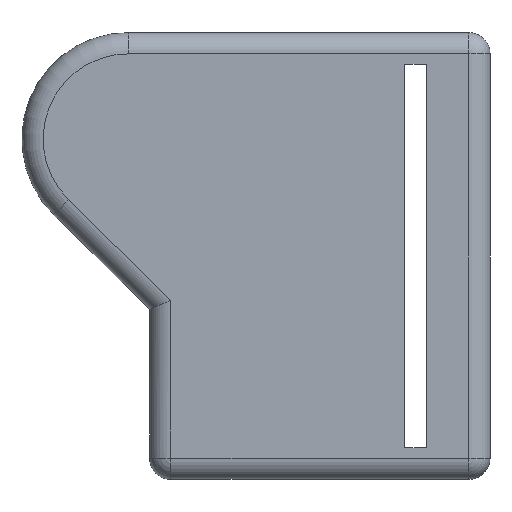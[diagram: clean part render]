
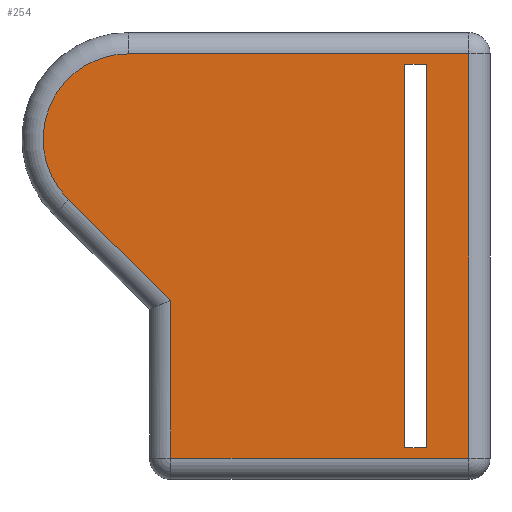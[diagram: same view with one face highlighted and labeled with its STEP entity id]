
A CAD part, left-side view. The second image highlights one B-rep face of the part: STEP entity #254.
In plain terms, the highlighted planar face has unit normal (-1, 0, 0).
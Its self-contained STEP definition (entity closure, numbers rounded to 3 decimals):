
#95 = VERTEX_POINT('',#96);
#96 = CARTESIAN_POINT('',(-0.6,1.4,2.1));
#103 = EDGE_CURVE('',#95,#104,#106,.T.);
#104 = VERTEX_POINT('',#105);
#105 = CARTESIAN_POINT('',(-0.6,1.4,4.));
#106 = LINE('',#107,#108);
#107 = CARTESIAN_POINT('',(-0.6,1.4,2.1));
#108 = VECTOR('',#109,1.);
#109 = DIRECTION('',(0.,0.,1.));
#254 = ADVANCED_FACE('',(#255,#297),#331,.F.);
#255 = FACE_BOUND('',#256,.F.);
#256 = EDGE_LOOP('',(#257,#267,#275,#284,#290,#291));
#257 = ORIENTED_EDGE('',*,*,#258,.F.);
#258 = EDGE_CURVE('',#259,#261,#263,.T.);
#259 = VERTEX_POINT('',#260);
#260 = CARTESIAN_POINT('',(-0.6,2.8,2.842));
#261 = VERTEX_POINT('',#262);
#262 = CARTESIAN_POINT('',(-0.6,2.8,2.1));
#263 = LINE('',#264,#265);
#264 = CARTESIAN_POINT('',(-0.6,2.8,2.8));
#265 = VECTOR('',#266,1.);
#266 = DIRECTION('',(0.,0.,-1.));
#267 = ORIENTED_EDGE('',*,*,#268,.F.);
#268 = EDGE_CURVE('',#269,#259,#271,.T.);
#269 = VERTEX_POINT('',#270);
#270 = CARTESIAN_POINT('',(-0.6,3.281,3.315));
#271 = LINE('',#272,#273);
#272 = CARTESIAN_POINT('',(-0.6,3.281,3.315));
#273 = VECTOR('',#274,1.);
#274 = DIRECTION('',(0.,-0.713,-0.701));
#275 = ORIENTED_EDGE('',*,*,#276,.F.);
#276 = EDGE_CURVE('',#277,#269,#279,.T.);
#277 = VERTEX_POINT('',#278);
#278 = CARTESIAN_POINT('',(-0.6,3.,4.));
#279 = CIRCLE('',#280,0.4);
#280 = AXIS2_PLACEMENT_3D('',#281,#282,#283);
#281 = CARTESIAN_POINT('',(-0.6,3.,3.6));
#282 = DIRECTION('',(-1.,-0.,0.));
#283 = DIRECTION('',(0.,0.,1.));
#284 = ORIENTED_EDGE('',*,*,#285,.F.);
#285 = EDGE_CURVE('',#104,#277,#286,.T.);
#286 = LINE('',#287,#288);
#287 = CARTESIAN_POINT('',(-0.6,1.4,4.));
#288 = VECTOR('',#289,1.);
#289 = DIRECTION('',(0.,1.,0.));
#290 = ORIENTED_EDGE('',*,*,#103,.F.);
#291 = ORIENTED_EDGE('',*,*,#292,.F.);
#292 = EDGE_CURVE('',#261,#95,#293,.T.);
#293 = LINE('',#294,#295);
#294 = CARTESIAN_POINT('',(-0.6,2.8,2.1));
#295 = VECTOR('',#296,1.);
#296 = DIRECTION('',(0.,-1.,0.));
#297 = FACE_BOUND('',#298,.F.);
#298 = EDGE_LOOP('',(#299,#309,#317,#325));
#299 = ORIENTED_EDGE('',*,*,#300,.T.);
#300 = EDGE_CURVE('',#301,#303,#305,.T.);
#301 = VERTEX_POINT('',#302);
#302 = CARTESIAN_POINT('',(-0.6,1.6,3.95));
#303 = VERTEX_POINT('',#304);
#304 = CARTESIAN_POINT('',(-0.6,1.7,3.95));
#305 = LINE('',#306,#307);
#306 = CARTESIAN_POINT('',(-0.6,1.6,3.95));
#307 = VECTOR('',#308,1.);
#308 = DIRECTION('',(0.,1.,0.));
#309 = ORIENTED_EDGE('',*,*,#310,.T.);
#310 = EDGE_CURVE('',#303,#311,#313,.T.);
#311 = VERTEX_POINT('',#312);
#312 = CARTESIAN_POINT('',(-0.6,1.7,2.15));
#313 = LINE('',#314,#315);
#314 = CARTESIAN_POINT('',(-0.6,1.7,3.95));
#315 = VECTOR('',#316,1.);
#316 = DIRECTION('',(0.,0.,-1.));
#317 = ORIENTED_EDGE('',*,*,#318,.T.);
#318 = EDGE_CURVE('',#311,#319,#321,.T.);
#319 = VERTEX_POINT('',#320);
#320 = CARTESIAN_POINT('',(-0.6,1.6,2.15));
#321 = LINE('',#322,#323);
#322 = CARTESIAN_POINT('',(-0.6,1.7,2.15));
#323 = VECTOR('',#324,1.);
#324 = DIRECTION('',(0.,-1.,0.));
#325 = ORIENTED_EDGE('',*,*,#326,.T.);
#326 = EDGE_CURVE('',#319,#301,#327,.T.);
#327 = LINE('',#328,#329);
#328 = CARTESIAN_POINT('',(-0.6,1.6,2.15));
#329 = VECTOR('',#330,1.);
#330 = DIRECTION('',(0.,0.,1.));
#331 = PLANE('',#332);
#332 = AXIS2_PLACEMENT_3D('',#333,#334,#335);
#333 = CARTESIAN_POINT('',(-0.6,2.053,3.085));
#334 = DIRECTION('',(1.,0.,0.));
#335 = DIRECTION('',(0.,0.,1.));
